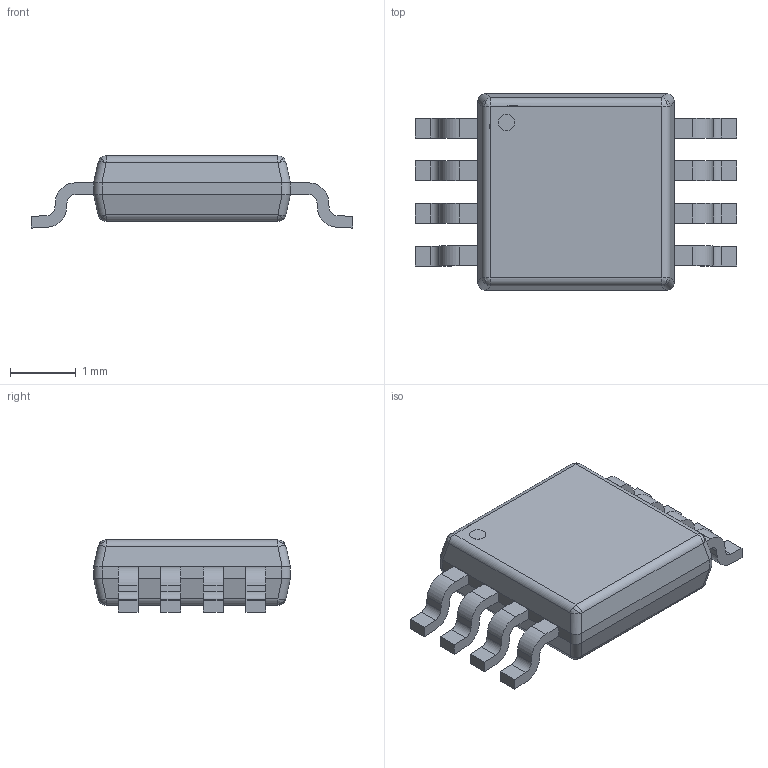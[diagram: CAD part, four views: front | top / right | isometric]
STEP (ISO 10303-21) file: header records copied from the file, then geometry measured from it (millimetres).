
FILE_DESCRIPTION (( 'STEP AP214' ), '1' );
FILE_NAME ('OPA2328DGKR.stp', '2022-11-18T02:56:49', ( '' ), ( '' ), 'SwSTEP 2.0', 'SolidWorks 2020', '' );
FILE_SCHEMA (( 'AUTOMOTIVE_DESIGN' ));
Length unit declared in the file: millimetre
Products named in the file (3): BODY_MUA08A; LEAD_MUA08A; OPA2328DGKR
Assembly tree (9 placements, depth 2):
  OPA2328DGKR
    BODY_MUA08A
    LEAD_MUA08A  x8
Bounding box: 4.9 x 3 x 1.1 mm (x, y, z)
Volume: 9 mm3; surface area: 37.6 mm2
Topology: 10 solids, 10 shells, 176 faces, 453 edges, 282 vertices
Faces by surface type: plane 100, cylinder 58, bspline 18
Entity records: 2808 total; most frequent: CARTESIAN_POINT 743, ORIENTED_EDGE 370, DIRECTION 369, EDGE_CURVE 185, AXIS2_PLACEMENT_3D 140, VERTEX_POINT 114, LINE 89, VECTOR 89
